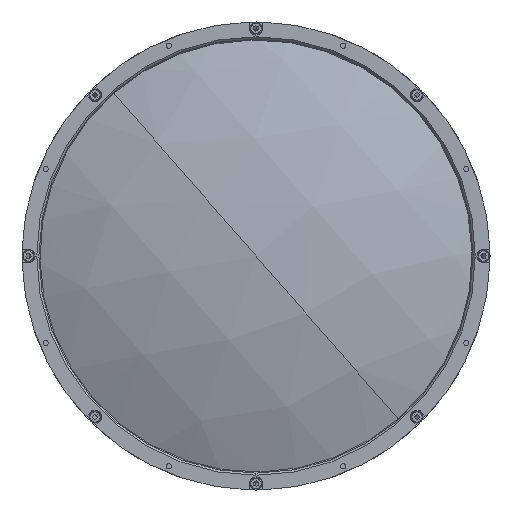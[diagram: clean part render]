
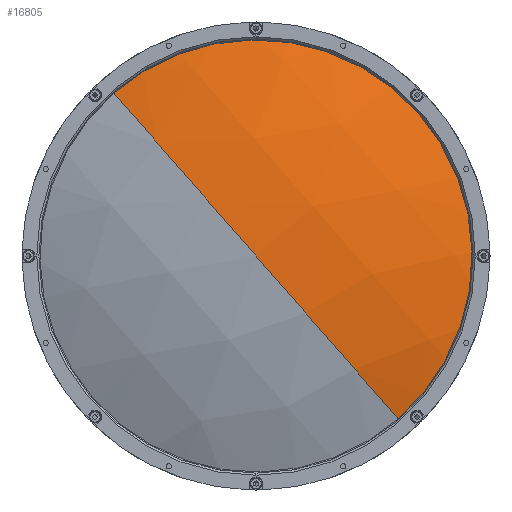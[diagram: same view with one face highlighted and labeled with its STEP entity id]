
A CAD part, left-side view. The second image highlights one B-rep face of the part: STEP entity #16805.
In plain terms, the highlighted spherical face has radius 264.145 mm.
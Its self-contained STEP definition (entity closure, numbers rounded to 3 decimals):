
#602 = CARTESIAN_POINT ( 'NONE',  ( 18.666, 0., 0. ) ) ;
#1974 = DIRECTION ( 'NONE',  ( 0., -0.753, 0.657 ) ) ;
#2609 = EDGE_CURVE ( 'NONE', #10513, #16667, #14904, .T. ) ;
#3065 = CARTESIAN_POINT ( 'NONE',  ( -3.1, 0., 0. ) ) ;
#3668 = ORIENTED_EDGE ( 'NONE', *, *, #2609, .T. ) ;
#4733 = CARTESIAN_POINT ( 'NONE',  ( 261.045, 0., 0. ) ) ;
#4921 = EDGE_CURVE ( 'NONE', #16667, #9847, #9540, .T. ) ;
#5054 = EDGE_LOOP ( 'NONE', ( #3668, #17420, #10941 ) ) ;
#5903 = CIRCLE ( 'NONE', #7561, 264.145 ) ;
#6041 = DIRECTION ( 'NONE',  ( 0., -0.753, 0.657 ) ) ;
#6107 = DIRECTION ( 'NONE',  ( 0., -0.657, -0.753 ) ) ;
#7437 = DIRECTION ( 'NONE',  ( 0., -0.657, -0.753 ) ) ;
#7561 = AXIS2_PLACEMENT_3D ( 'NONE', #8194, #17825, #9568 ) ;
#8194 = CARTESIAN_POINT ( 'NONE',  ( 261.045, 0., 0. ) ) ;
#9540 = CIRCLE ( 'NONE', #13782, 264.145 ) ;
#9568 = DIRECTION ( 'NONE',  ( 0., 0.657, 0.753 ) ) ;
#9847 = VERTEX_POINT ( 'NONE', #3065 ) ;
#9956 = SPHERICAL_SURFACE ( 'NONE', #16428, 264.145 ) ;
#10209 = DIRECTION ( 'NONE',  ( -1., 0., 0. ) ) ;
#10513 = VERTEX_POINT ( 'NONE', #17610 ) ;
#10941 = ORIENTED_EDGE ( 'NONE', *, *, #16252, .F. ) ;
#11236 = AXIS2_PLACEMENT_3D ( 'NONE', #602, #10209, #1974 ) ;
#13782 = AXIS2_PLACEMENT_3D ( 'NONE', #4733, #14315, #6107 ) ;
#14036 = FACE_OUTER_BOUND ( 'NONE', #5054, .T. ) ;
#14259 = CARTESIAN_POINT ( 'NONE',  ( 261.045, 0., 0. ) ) ;
#14315 = DIRECTION ( 'NONE',  ( 0., -0.753, 0.657 ) ) ;
#14904 = CIRCLE ( 'NONE', #11236, 105. ) ;
#15054 = CARTESIAN_POINT ( 'NONE',  ( 18.666, 69.034, 79.116 ) ) ;
#16252 = EDGE_CURVE ( 'NONE', #10513, #9847, #5903, .T. ) ;
#16428 = AXIS2_PLACEMENT_3D ( 'NONE', #14259, #6041, #7437 ) ;
#16667 = VERTEX_POINT ( 'NONE', #15054 ) ;
#16805 = ADVANCED_FACE ( 'NONE', ( #14036 ), #9956, .T. ) ;
#17420 = ORIENTED_EDGE ( 'NONE', *, *, #4921, .T. ) ;
#17610 = CARTESIAN_POINT ( 'NONE',  ( 18.666, -69.034, -79.116 ) ) ;
#17825 = DIRECTION ( 'NONE',  ( 0., 0.753, -0.657 ) ) ;
